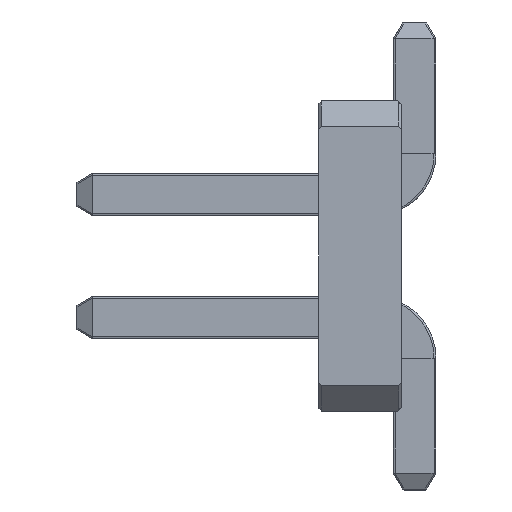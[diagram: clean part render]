
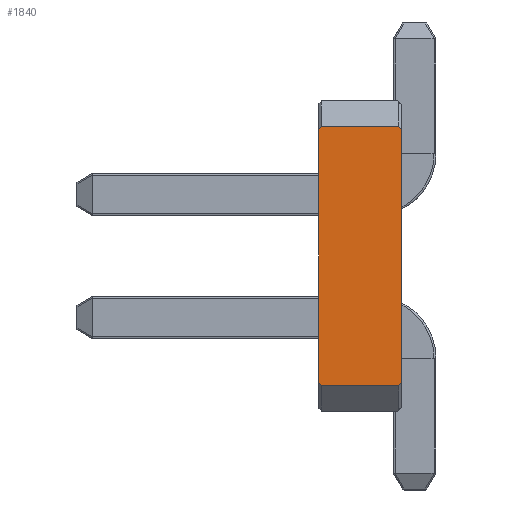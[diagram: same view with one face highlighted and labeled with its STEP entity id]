
A CAD part, left-side view. The second image highlights one B-rep face of the part: STEP entity #1840.
In plain terms, the highlighted planar face has unit normal (-1, 0, 0).
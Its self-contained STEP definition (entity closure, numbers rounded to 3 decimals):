
#5 = VECTOR ( 'NONE', #3279, 1000. ) ;
#94 = CARTESIAN_POINT ( 'NONE',  ( -0.635, 0., 1.305 ) ) ;
#160 = VERTEX_POINT ( 'NONE', #2755 ) ;
#217 = VERTEX_POINT ( 'NONE', #3109 ) ;
#243 = ORIENTED_EDGE ( 'NONE', *, *, #2689, .T. ) ;
#269 = VERTEX_POINT ( 'NONE', #94 ) ;
#305 = VECTOR ( 'NONE', #2170, 1000. ) ;
#325 = LINE ( 'NONE', #3113, #2616 ) ;
#361 = ORIENTED_EDGE ( 'NONE', *, *, #560, .T. ) ;
#382 = ORIENTED_EDGE ( 'NONE', *, *, #1136, .T. ) ;
#396 = CARTESIAN_POINT ( 'NONE',  ( -0.635, 0.85, -1.34 ) ) ;
#425 = DIRECTION ( 'NONE',  ( 0., 0., -1. ) ) ;
#520 = VECTOR ( 'NONE', #2490, 1000. ) ;
#522 = VERTEX_POINT ( 'NONE', #2977 ) ;
#560 = EDGE_CURVE ( 'NONE', #160, #1895, #3242, .T. ) ;
#685 = CARTESIAN_POINT ( 'NONE',  ( -0.635, 0.85, -1.34 ) ) ;
#717 = CARTESIAN_POINT ( 'NONE',  ( -0.635, 1.008, 1.081 ) ) ;
#754 = DIRECTION ( 'NONE',  ( 0., 0., 1. ) ) ;
#1126 = LINE ( 'NONE', #396, #2724 ) ;
#1134 = EDGE_CURVE ( 'NONE', #522, #3181, #325, .T. ) ;
#1136 = EDGE_CURVE ( 'NONE', #1583, #3183, #1328, .T. ) ;
#1138 = CARTESIAN_POINT ( 'NONE',  ( -0.635, 0.025, 1.34 ) ) ;
#1157 = AXIS2_PLACEMENT_3D ( 'NONE', #685, #2966, #425 ) ;
#1179 = ORIENTED_EDGE ( 'NONE', *, *, #1818, .F. ) ;
#1264 = VECTOR ( 'NONE', #1341, 1000. ) ;
#1328 = LINE ( 'NONE', #3064, #1969 ) ;
#1341 = DIRECTION ( 'NONE',  ( 0., -1., 0. ) ) ;
#1473 = ORIENTED_EDGE ( 'NONE', *, *, #2338, .T. ) ;
#1512 = ORIENTED_EDGE ( 'NONE', *, *, #2946, .T. ) ;
#1575 = ORIENTED_EDGE ( 'NONE', *, *, #3116, .T. ) ;
#1583 = VERTEX_POINT ( 'NONE', #1620 ) ;
#1610 = DIRECTION ( 'NONE',  ( 0., -1., 0. ) ) ;
#1620 = CARTESIAN_POINT ( 'NONE',  ( -0.635, 0.85, -1.305 ) ) ;
#1644 = CARTESIAN_POINT ( 'NONE',  ( -0.635, 0., -1.305 ) ) ;
#1677 = PLANE ( 'NONE',  #1157 ) ;
#1679 = EDGE_LOOP ( 'NONE', ( #1179, #382, #1575, #361, #243, #1473, #2360, #1512 ) ) ;
#1687 = VECTOR ( 'NONE', #754, 1000. ) ;
#1818 = EDGE_CURVE ( 'NONE', #1583, #217, #1126, .T. ) ;
#1840 = ADVANCED_FACE ( 'NONE', ( #2401 ), #1677, .F. ) ;
#1842 = CARTESIAN_POINT ( 'NONE',  ( -0.635, 0.025, 1.34 ) ) ;
#1895 = VERTEX_POINT ( 'NONE', #1644 ) ;
#1969 = VECTOR ( 'NONE', #2847, 1000. ) ;
#2028 = CARTESIAN_POINT ( 'NONE',  ( -0.635, 0.025, -1.34 ) ) ;
#2143 = CARTESIAN_POINT ( 'NONE',  ( -0.635, 0.825, -1.34 ) ) ;
#2170 = DIRECTION ( 'NONE',  ( 0., 0.577, 0.816 ) ) ;
#2205 = LINE ( 'NONE', #1138, #305 ) ;
#2328 = LINE ( 'NONE', #2602, #1264 ) ;
#2338 = EDGE_CURVE ( 'NONE', #269, #3181, #2205, .T. ) ;
#2360 = ORIENTED_EDGE ( 'NONE', *, *, #1134, .F. ) ;
#2401 = FACE_OUTER_BOUND ( 'NONE', #1679, .T. ) ;
#2469 = DIRECTION ( 'NONE',  ( 0., 0., 1. ) ) ;
#2490 = DIRECTION ( 'NONE',  ( 0., 0.577, -0.816 ) ) ;
#2602 = CARTESIAN_POINT ( 'NONE',  ( -0.635, 0.85, -1.34 ) ) ;
#2616 = VECTOR ( 'NONE', #1610, 1000. ) ;
#2689 = EDGE_CURVE ( 'NONE', #1895, #269, #3205, .T. ) ;
#2724 = VECTOR ( 'NONE', #2469, 1000. ) ;
#2755 = CARTESIAN_POINT ( 'NONE',  ( -0.635, 0.025, -1.34 ) ) ;
#2847 = DIRECTION ( 'NONE',  ( 0., -0.577, -0.816 ) ) ;
#2946 = EDGE_CURVE ( 'NONE', #522, #217, #3007, .T. ) ;
#2966 = DIRECTION ( 'NONE',  ( 1., 0., 0. ) ) ;
#2977 = CARTESIAN_POINT ( 'NONE',  ( -0.635, 0.825, 1.34 ) ) ;
#3007 = LINE ( 'NONE', #717, #520 ) ;
#3027 = CARTESIAN_POINT ( 'NONE',  ( -0.635, 0., -1.34 ) ) ;
#3064 = CARTESIAN_POINT ( 'NONE',  ( -0.635, 1.008, -1.081 ) ) ;
#3109 = CARTESIAN_POINT ( 'NONE',  ( -0.635, 0.85, 1.305 ) ) ;
#3113 = CARTESIAN_POINT ( 'NONE',  ( -0.635, 0.85, 1.34 ) ) ;
#3116 = EDGE_CURVE ( 'NONE', #3183, #160, #2328, .T. ) ;
#3181 = VERTEX_POINT ( 'NONE', #1842 ) ;
#3183 = VERTEX_POINT ( 'NONE', #2143 ) ;
#3205 = LINE ( 'NONE', #3027, #1687 ) ;
#3242 = LINE ( 'NONE', #2028, #5 ) ;
#3279 = DIRECTION ( 'NONE',  ( 0., -0.577, 0.816 ) ) ;
